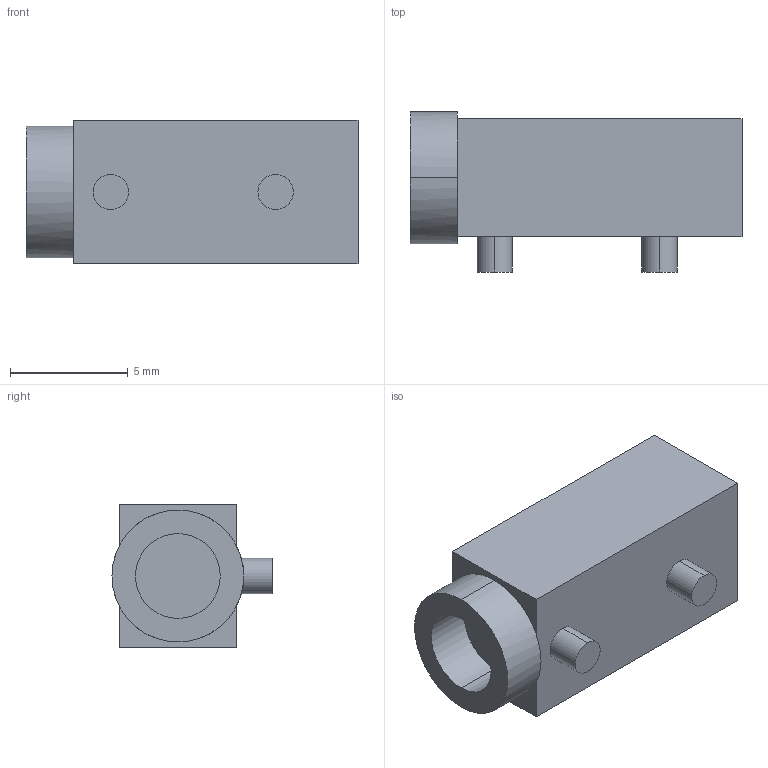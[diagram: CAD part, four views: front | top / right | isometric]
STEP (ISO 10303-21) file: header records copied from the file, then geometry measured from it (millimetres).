
FILE_DESCRIPTION (( 'STEP AP214' ), '1' );
FILE_NAME ('PJ320D.STEP', '2016-01-03T14:32:26', ( 'POE' ), ( '' ), 'SwSTEP 2.0', 'SolidWorks 2015', '' );
FILE_SCHEMA (( 'AUTOMOTIVE_DESIGN' ));
Length unit declared in the file: millimetre
Products named in the file (1): PJ320D
Bounding box: 14.1 x 6.8 x 6.1 mm (x, y, z)
Volume: 403.3 mm3; surface area: 403.6 mm2
Topology: 1 solids, 1 shells, 21 faces, 44 edges, 28 vertices
Faces by surface type: plane 13, cylinder 8
Entity records: 600 total; most frequent: DIRECTION 108, CARTESIAN_POINT 94, ORIENTED_EDGE 88, EDGE_CURVE 44, AXIS2_PLACEMENT_3D 42, VERTEX_POINT 28, EDGE_LOOP 24, LINE 24
